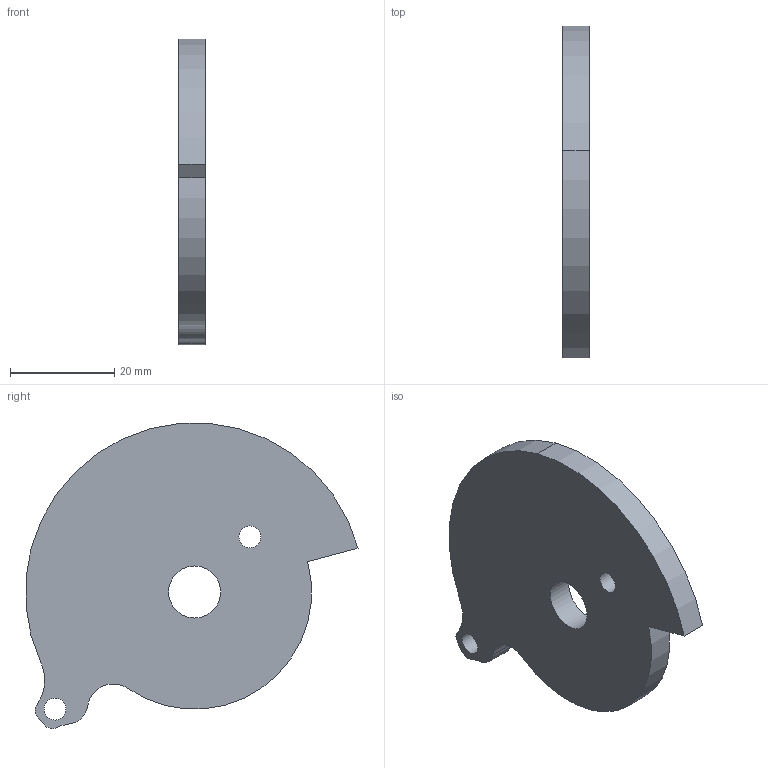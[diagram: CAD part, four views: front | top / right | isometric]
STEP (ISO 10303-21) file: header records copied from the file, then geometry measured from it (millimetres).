
FILE_DESCRIPTION(/* description */ (''),/* implementation_level */ '2;1');
FILE_NAME(/* name */ 'Tapa.stp',/* time_stamp */ '2025-11-12T15:07:21-06:00',/* author */ ('mauri'),/* organization */ (''),/* preprocessor_version */ 'ST-DEVELOPER v20',/* originating_system */ 'Autodesk Inventor 2025',/* authorisation */ '');
FILE_SCHEMA (('AUTOMOTIVE_DESIGN { 1 0 10303 214 3 1 1 }'));
Length unit declared in the file: millimetre
Products named in the file (1): Tapa
Bounding box: 5 x 63.76 x 58.6 mm (x, y, z)
Volume: 12726.1 mm3; surface area: 6409.1 mm2
Topology: 1 solids, 1 shells, 16 faces, 42 edges, 28 vertices
Faces by surface type: cylinder 12, plane 4
Full cylindrical faces by diameter (mm): 4.2 x2, 10 x1
Entity records: 565 total; most frequent: DIRECTION 100, CARTESIAN_POINT 87, ORIENTED_EDGE 84, EDGE_CURVE 42, AXIS2_PLACEMENT_3D 41, VERTEX_POINT 28, CIRCLE 24, EDGE_LOOP 22
